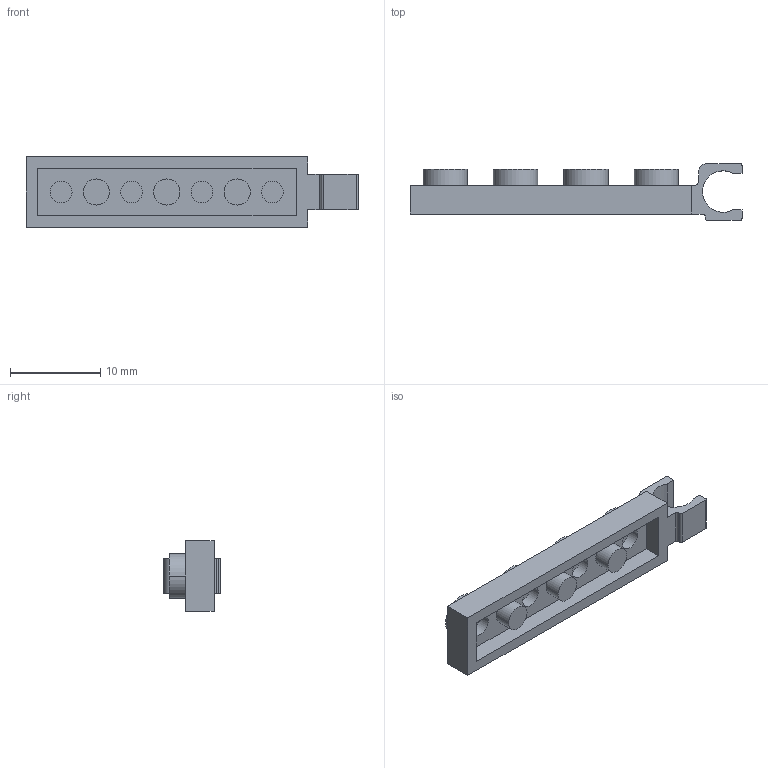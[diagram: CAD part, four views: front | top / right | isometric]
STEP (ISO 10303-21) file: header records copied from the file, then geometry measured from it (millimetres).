
FILE_DESCRIPTION((''),'1');
FILE_NAME('BRICK_THIN_SINGLE_HINGE','2000-08-24T',('ujkopena'),(''),'PRO/ENGINEER BY PARAMETRIC TECHNOLOGY CORPORATION, 1999390','PRO/ENGINEER BY PARAMETRIC TECHNOLOGY CORPORATION, 1999390','');
FILE_SCHEMA(('CONFIG_CONTROL_DESIGN'));
Length unit declared in the file: metre
Products named in the file (1): BRICK_THIN_SINGLE_HINGE
Bounding box: 36.79 x 6.29 x 7.8 mm (x, y, z)
Volume: 693.3 mm3; surface area: 1187.8 mm2
Topology: 1 solids, 1 shells, 62 faces, 144 edges, 96 vertices
Faces by surface type: plane 33, cylinder 29
Entity records: 1824 total; most frequent: DIRECTION 326, CARTESIAN_POINT 302, ORIENTED_EDGE 288, EDGE_CURVE 144, AXIS2_PLACEMENT_3D 120, VERTEX_POINT 96, VECTOR 86, LINE 86
